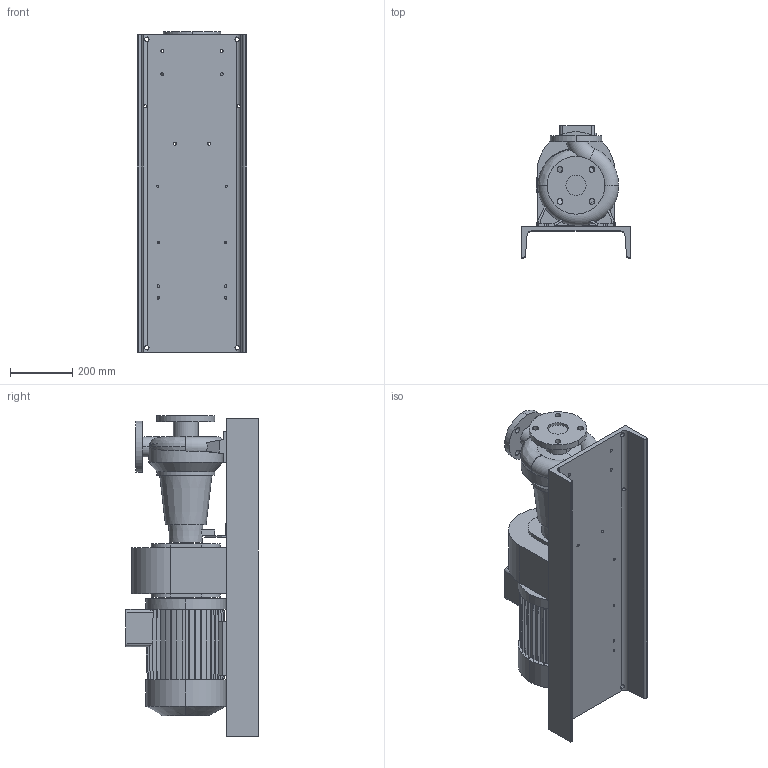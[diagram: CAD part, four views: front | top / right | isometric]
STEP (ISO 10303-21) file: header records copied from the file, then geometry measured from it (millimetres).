
FILE_DESCRIPTION (( 'STEP AP203' ), '1' );
FILE_NAME ('10018071swa00.step', '2023-07-07T12:31:40', ( '' ), ( '' ), 'SwSTEP 2.0', 'SolidWorks 2020', '' );
FILE_SCHEMA (( 'CONFIG_CONTROL_DESIGN' ));
Length unit declared in the file: millimetre
Products named in the file (5): 10017783swp00_50-125; 10018071swa00; 10018072swp00_132S; 10012573swp00_300; 10018097swp00_MCG 15 N 50-125 132
Assembly tree (4 placements, depth 2):
  10018071swa00
    10017783swp00_50-125
    10018097swp00_MCG 15 N 50-125 132
    10018072swp00_132S
    10012573swp00_300
Bounding box: 350 x 424 x 1030 mm (x, y, z)
Volume: 46549836.6 mm3; surface area: 2524150.8 mm2
Topology: 4 solids, 4 shells, 522 faces, 1492 edges, 992 vertices
Faces by surface type: plane 350, cylinder 153, cone 11, torus 6, bspline 2
Entity records: 19568 total; most frequent: CARTESIAN_POINT 5100, ORIENTED_EDGE 2984, DIRECTION 2805, EDGE_CURVE 1492, VECTOR 1087, LINE 1087, VERTEX_POINT 992, AXIS2_PLACEMENT_3D 859
